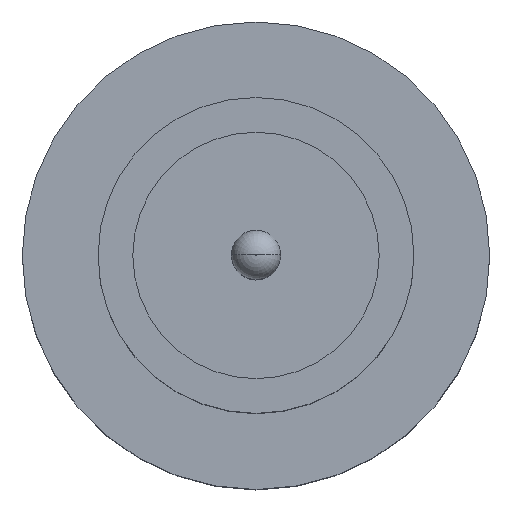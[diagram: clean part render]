
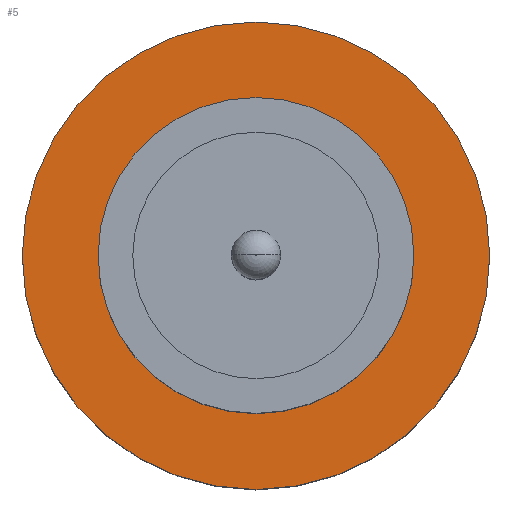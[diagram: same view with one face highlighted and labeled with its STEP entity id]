
A CAD part, top view. The second image highlights one B-rep face of the part: STEP entity #5.
In plain terms, the highlighted planar face has unit normal (0, 0, 1).
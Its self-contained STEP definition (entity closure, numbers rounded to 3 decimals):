
#5 = ADVANCED_FACE ( 'NONE', ( #672, #751 ), #410, .T. ) ;
#29 = EDGE_CURVE ( 'NONE', #92, #264, #565, .T. ) ;
#35 = CARTESIAN_POINT ( 'NONE',  ( 0., 0., 1.55 ) ) ;
#64 = ORIENTED_EDGE ( 'NONE', *, *, #275, .F. ) ;
#74 = DIRECTION ( 'NONE',  ( 0., 0., 1. ) ) ;
#92 = VERTEX_POINT ( 'NONE', #116 ) ;
#94 = DIRECTION ( 'NONE',  ( 1., 0., 0. ) ) ;
#113 = CIRCLE ( 'NONE', #428, 1.85 ) ;
#116 = CARTESIAN_POINT ( 'NONE',  ( -1.25, 0., 1.55 ) ) ;
#117 = CARTESIAN_POINT ( 'NONE',  ( -1.85, 0., 1.55 ) ) ;
#126 = AXIS2_PLACEMENT_3D ( 'NONE', #365, #625, #791 ) ;
#132 = CIRCLE ( 'NONE', #400, 1.85 ) ;
#133 = DIRECTION ( 'NONE',  ( 1., 0., 0. ) ) ;
#154 = CARTESIAN_POINT ( 'NONE',  ( 0., 0., 1.55 ) ) ;
#161 = DIRECTION ( 'NONE',  ( 0., 0., 1. ) ) ;
#225 = EDGE_CURVE ( 'NONE', #546, #426, #132, .T. ) ;
#264 = VERTEX_POINT ( 'NONE', #641 ) ;
#267 = AXIS2_PLACEMENT_3D ( 'NONE', #601, #338, #271 ) ;
#271 = DIRECTION ( 'NONE',  ( 1., 0., 0. ) ) ;
#275 = EDGE_CURVE ( 'NONE', #264, #92, #770, .T. ) ;
#323 = CARTESIAN_POINT ( 'NONE',  ( 0., 0., 1.55 ) ) ;
#338 = DIRECTION ( 'NONE',  ( 0., 0., 1. ) ) ;
#362 = EDGE_CURVE ( 'NONE', #426, #546, #113, .T. ) ;
#365 = CARTESIAN_POINT ( 'NONE',  ( 0., 0., 1.55 ) ) ;
#387 = ORIENTED_EDGE ( 'NONE', *, *, #29, .F. ) ;
#400 = AXIS2_PLACEMENT_3D ( 'NONE', #323, #74, #133 ) ;
#410 = PLANE ( 'NONE',  #568 ) ;
#426 = VERTEX_POINT ( 'NONE', #549 ) ;
#428 = AXIS2_PLACEMENT_3D ( 'NONE', #154, #734, #94 ) ;
#446 = ORIENTED_EDGE ( 'NONE', *, *, #362, .T. ) ;
#485 = ORIENTED_EDGE ( 'NONE', *, *, #225, .T. ) ;
#532 = EDGE_LOOP ( 'NONE', ( #485, #446 ) ) ;
#546 = VERTEX_POINT ( 'NONE', #117 ) ;
#549 = CARTESIAN_POINT ( 'NONE',  ( 1.85, 0., 1.55 ) ) ;
#565 = CIRCLE ( 'NONE', #126, 1.25 ) ;
#568 = AXIS2_PLACEMENT_3D ( 'NONE', #35, #161, #665 ) ;
#601 = CARTESIAN_POINT ( 'NONE',  ( 0., 0., 1.55 ) ) ;
#625 = DIRECTION ( 'NONE',  ( 0., 0., 1. ) ) ;
#638 = EDGE_LOOP ( 'NONE', ( #64, #387 ) ) ;
#641 = CARTESIAN_POINT ( 'NONE',  ( 1.25, 0., 1.55 ) ) ;
#665 = DIRECTION ( 'NONE',  ( 1., 0., 0. ) ) ;
#672 = FACE_BOUND ( 'NONE', #638, .T. ) ;
#734 = DIRECTION ( 'NONE',  ( 0., 0., 1. ) ) ;
#751 = FACE_OUTER_BOUND ( 'NONE', #532, .T. ) ;
#770 = CIRCLE ( 'NONE', #267, 1.25 ) ;
#791 = DIRECTION ( 'NONE',  ( 1., 0., 0. ) ) ;
